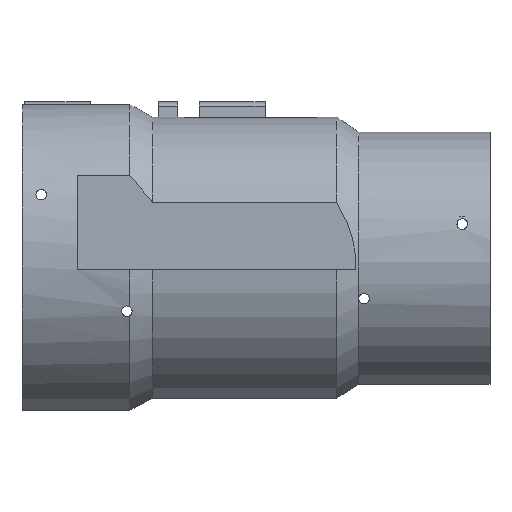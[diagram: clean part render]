
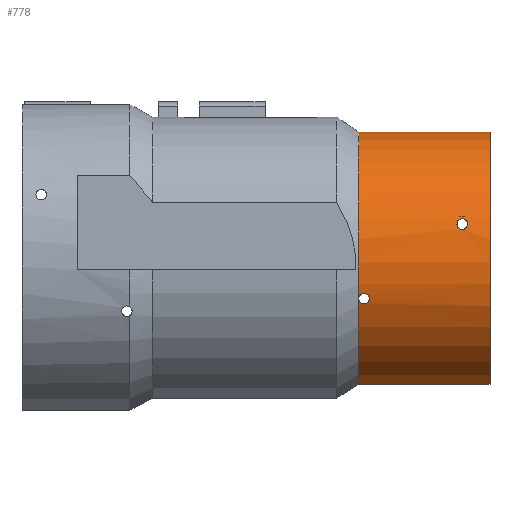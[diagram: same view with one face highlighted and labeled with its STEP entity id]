
A CAD part, top view. The second image highlights one B-rep face of the part: STEP entity #778.
In plain terms, the highlighted cylindrical face has radius 49.456 mm (diameter 98.911 mm), a partial arc.
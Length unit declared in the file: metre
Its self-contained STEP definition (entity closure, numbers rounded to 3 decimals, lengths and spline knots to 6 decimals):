
#45=LINE('',#1287,#95);
#46=LINE('',#1291,#96);
#95=VECTOR('',#968,1.);
#96=VECTOR('',#971,1.);
#137=CYLINDRICAL_SURFACE('',#848,0.049456);
#161=B_SPLINE_CURVE_WITH_KNOTS('',3,(#1272,#1273,#1274,#1275,#1276,#1277,
#1278,#1279,#1280,#1281,#1282),.UNSPECIFIED.,.T.,.F.,(1,1,1,1,1,1,1,1,1,
1,1,1,1,1,1),(-0.004792,-0.003195,-0.001597,
0.,0.001597,0.003195,0.004792,0.006389,
0.007987,0.009584,0.011181,0.012778,
0.014376,0.015973,0.01757),.UNSPECIFIED.);
#162=B_SPLINE_CURVE_WITH_KNOTS('',3,(#1292,#1293,#1294,#1295,#1296,#1297,
#1298,#1299,#1300,#1301,#1302),.UNSPECIFIED.,.T.,.F.,(1,1,1,1,1,1,1,1,1,
1,1,1,1,1,1),(-0.004797,-0.003198,-0.001599,
0.,0.001599,0.003198,0.004797,0.006397,
0.007996,0.009595,0.011194,0.012793,
0.014392,0.015992,0.017591),.UNSPECIFIED.);
#198=ORIENTED_EDGE('',*,*,#412,.T.);
#199=ORIENTED_EDGE('',*,*,#413,.F.);
#200=ORIENTED_EDGE('',*,*,#414,.T.);
#201=ORIENTED_EDGE('',*,*,#415,.T.);
#202=ORIENTED_EDGE('',*,*,#416,.T.);
#203=ORIENTED_EDGE('',*,*,#417,.T.);
#412=EDGE_CURVE('',#518,#518,#161,.T.);
#413=EDGE_CURVE('',#519,#520,#583,.T.);
#414=EDGE_CURVE('',#519,#521,#45,.F.);
#415=EDGE_CURVE('',#521,#522,#584,.T.);
#416=EDGE_CURVE('',#522,#520,#46,.T.);
#417=EDGE_CURVE('',#523,#523,#162,.T.);
#518=VERTEX_POINT('',#1283);
#519=VERTEX_POINT('',#1285);
#520=VERTEX_POINT('',#1286);
#521=VERTEX_POINT('',#1288);
#522=VERTEX_POINT('',#1290);
#523=VERTEX_POINT('',#1303);
#583=CIRCLE('',#849,0.049456);
#584=CIRCLE('',#850,0.049456);
#626=EDGE_LOOP('',(#198));
#627=EDGE_LOOP('',(#199,#200,#201,#202));
#628=EDGE_LOOP('',(#203));
#703=FACE_BOUND('',#626,.T.);
#704=FACE_BOUND('',#627,.T.);
#705=FACE_BOUND('',#628,.T.);
#778=ADVANCED_FACE('',(#703,#704,#705),#137,.T.);
#848=AXIS2_PLACEMENT_3D('',#1271,#964,#965);
#849=AXIS2_PLACEMENT_3D('',#1284,#966,#967);
#850=AXIS2_PLACEMENT_3D('',#1289,#969,#970);
#964=DIRECTION('',(-1.,0.,0.));
#965=DIRECTION('',(0.,1.,0.));
#966=DIRECTION('',(-1.,0.,0.));
#967=DIRECTION('',(0.,1.,0.));
#968=DIRECTION('',(-1.,0.,0.));
#969=DIRECTION('',(-1.,0.,0.));
#970=DIRECTION('',(0.,1.,0.));
#971=DIRECTION('',(-1.,0.,0.));
#1271=CARTESIAN_POINT('',(0.032292,0.,0.));
#1272=CARTESIAN_POINT('',(0.131666,-0.015556,0.046951));
#1273=CARTESIAN_POINT('',(0.130076,-0.016245,0.046711));
#1274=CARTESIAN_POINT('',(0.128486,-0.015557,0.046951));
#1275=CARTESIAN_POINT('',(0.127873,-0.014028,0.047435));
#1276=CARTESIAN_POINT('',(0.128479,-0.012475,0.047861));
#1277=CARTESIAN_POINT('',(0.130075,-0.011786,0.04803));
#1278=CARTESIAN_POINT('',(0.13167,-0.012472,0.047862));
#1279=CARTESIAN_POINT('',(0.13228,-0.014028,0.047435));
#1280=CARTESIAN_POINT('',(0.131666,-0.015556,0.046951));
#1281=CARTESIAN_POINT('',(0.130076,-0.016245,0.046711));
#1282=CARTESIAN_POINT('',(0.128486,-0.015557,0.046951));
#1283=CARTESIAN_POINT('',(0.130076,-0.016015,0.046791));
#1284=CARTESIAN_POINT('',(0.128,0.,0.));
#1285=CARTESIAN_POINT('',(0.128,-0.046473,0.016915));
#1286=CARTESIAN_POINT('',(0.128,0.046473,-0.016915));
#1287=CARTESIAN_POINT('',(0.032292,-0.046473,0.016915));
#1288=CARTESIAN_POINT('',(0.178,-0.046473,0.016915));
#1289=CARTESIAN_POINT('',(0.178,0.,0.));
#1290=CARTESIAN_POINT('',(0.178,0.046473,-0.016915));
#1291=CARTESIAN_POINT('',(0.032292,0.046473,-0.016915));
#1292=CARTESIAN_POINT('',(0.169031,0.012843,0.047764));
#1293=CARTESIAN_POINT('',(0.167431,0.01215,0.047939));
#1294=CARTESIAN_POINT('',(0.165834,0.012842,0.047764));
#1295=CARTESIAN_POINT('',(0.165229,0.014394,0.047326));
#1296=CARTESIAN_POINT('',(0.16584,0.01592,0.046828));
#1297=CARTESIAN_POINT('',(0.16743,0.016611,0.046582));
#1298=CARTESIAN_POINT('',(0.169021,0.015924,0.046827));
#1299=CARTESIAN_POINT('',(0.169635,0.014394,0.047326));
#1300=CARTESIAN_POINT('',(0.169031,0.012843,0.047764));
#1301=CARTESIAN_POINT('',(0.167431,0.01215,0.047939));
#1302=CARTESIAN_POINT('',(0.165834,0.012842,0.047764));
#1303=CARTESIAN_POINT('',(0.167432,0.012381,0.047881));
